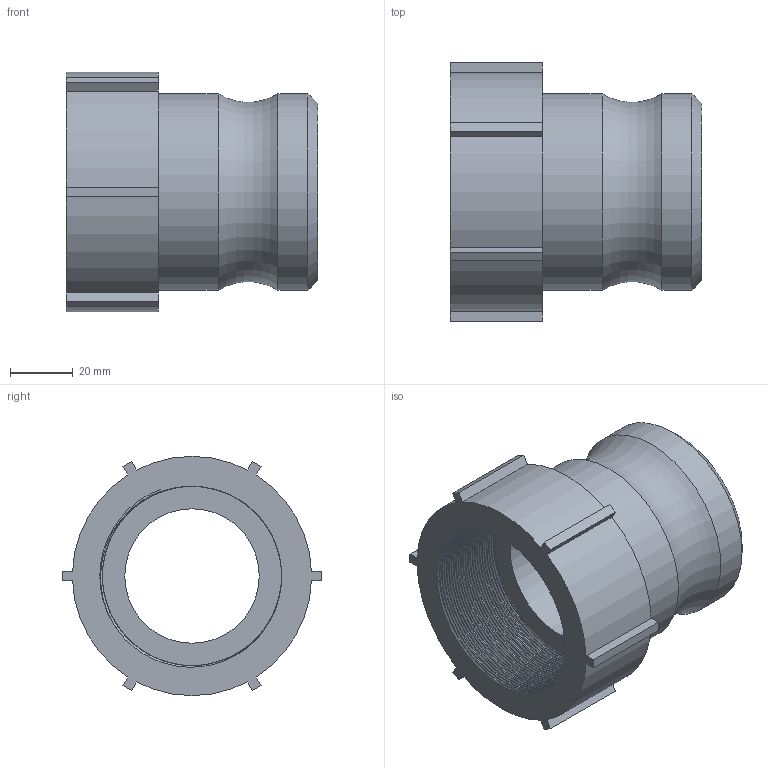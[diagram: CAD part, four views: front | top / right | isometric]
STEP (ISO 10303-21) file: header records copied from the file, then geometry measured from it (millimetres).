
FILE_DESCRIPTION((''),'2;1');
FILE_NAME('banjo female cam.stp','2014-08-19T14:17:09',('mrister'),(''),'Autodesk Inventor 2013','Autodesk Inventor 2013','');
FILE_SCHEMA(('AUTOMOTIVE_DESIGN { 1 0 10303 214 1 1 1 1 }'));
Length unit declared in the file: inch
Products named in the file (1): banjo female cam
Bounding box: 80.17 x 82.48 x 76.2 mm (x, y, z)
Volume: 139072.3 mm3; surface area: 41773.2 mm2
Topology: 1 solids, 1 shells, 38 faces, 97 edges, 63 vertices
Faces by surface type: plane 23, cylinder 11, bspline 2, torus 1, cone 1
Full cylindrical faces by diameter (mm): 42.863 x1, 62.706 x2
Entity records: 5590 total; most frequent: CARTESIAN_POINT 4646, ORIENTED_EDGE 184, DIRECTION 181, EDGE_CURVE 92, VERTEX_POINT 63, VECTOR 63, LINE 63, AXIS2_PLACEMENT_3D 59
